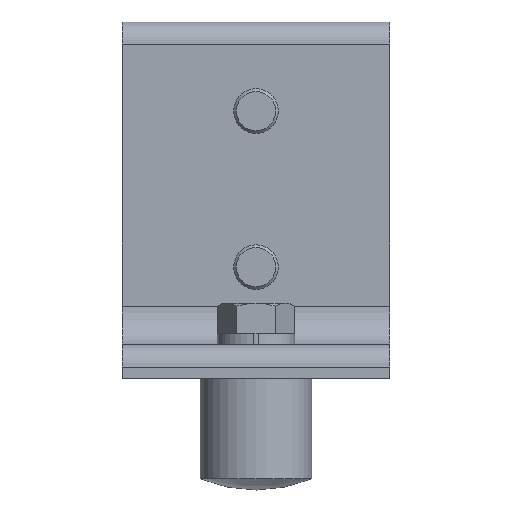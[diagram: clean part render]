
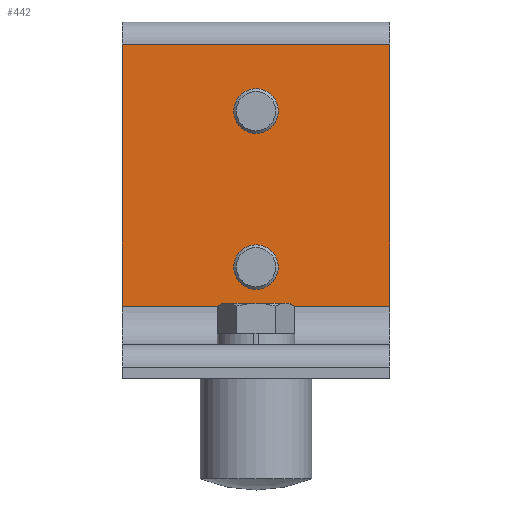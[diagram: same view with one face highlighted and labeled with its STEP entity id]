
A CAD part, top view. The second image highlights one B-rep face of the part: STEP entity #442.
In plain terms, the highlighted face is planar.
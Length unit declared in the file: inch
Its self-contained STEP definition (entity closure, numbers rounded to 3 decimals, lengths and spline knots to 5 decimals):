
#194=CARTESIAN_POINT('',(1.027,0.375,1.5));
#195=VERTEX_POINT('',#194);
#196=CARTESIAN_POINT('',(1.25,0.375,1.5));
#197=DIRECTION('',(0.0,-1.0,0.0));
#198=DIRECTION('',(1.0,0.0,0.0));
#199=AXIS2_PLACEMENT_3D('',#196,#197,#198);
#200=CIRCLE('',#199,0.223);
#201=EDGE_CURVE('',#195,#195,#200,.T.);
#243=CARTESIAN_POINT('',(2.777,0.375,1.5));
#244=VERTEX_POINT('',#243);
#245=CARTESIAN_POINT('',(3.0,0.375,1.5));
#246=DIRECTION('',(0.0,-1.0,0.0));
#247=DIRECTION('',(1.0,0.0,0.0));
#248=AXIS2_PLACEMENT_3D('',#245,#246,#247);
#249=CIRCLE('',#248,0.223);
#250=EDGE_CURVE('',#244,#244,#249,.T.);
#378=CARTESIAN_POINT('',(0.8125,0.375,3.0));
#379=VERTEX_POINT('',#378);
#387=CARTESIAN_POINT('',(0.8125,0.375,0.0));
#388=VERTEX_POINT('',#387);
#389=CARTESIAN_POINT('',(0.8125,0.375,0.0));
#390=DIRECTION('',(0.0,0.0,1.0));
#391=VECTOR('',#390,3.0);
#392=LINE('',#389,#391);
#393=EDGE_CURVE('',#388,#379,#392,.T.);
#406=CARTESIAN_POINT('',(0.8125,0.375,0.0));
#407=DIRECTION('',(0.0,1.0,0.0));
#408=DIRECTION('',(0.0,0.0,1.0));
#409=AXIS2_PLACEMENT_3D('',#406,#407,#408);
#410=PLANE('',#409);
#411=CARTESIAN_POINT('',(3.75,0.375,3.0));
#412=VERTEX_POINT('',#411);
#413=CARTESIAN_POINT('',(0.8125,0.375,3.0));
#414=DIRECTION('',(1.0,0.0,0.0));
#415=VECTOR('',#414,2.9375);
#416=LINE('',#413,#415);
#417=EDGE_CURVE('',#379,#412,#416,.T.);
#418=ORIENTED_EDGE('',*,*,#417,.T.);
#419=CARTESIAN_POINT('',(3.75,0.375,0.0));
#420=VERTEX_POINT('',#419);
#421=CARTESIAN_POINT('',(3.75,0.375,0.0));
#422=DIRECTION('',(0.0,0.0,1.0));
#423=VECTOR('',#422,3.0);
#424=LINE('',#421,#423);
#425=EDGE_CURVE('',#420,#412,#424,.T.);
#426=ORIENTED_EDGE('',*,*,#425,.F.);
#427=CARTESIAN_POINT('',(0.8125,0.375,0.0));
#428=DIRECTION('',(1.0,0.0,0.0));
#429=VECTOR('',#428,2.9375);
#430=LINE('',#427,#429);
#431=EDGE_CURVE('',#388,#420,#430,.T.);
#432=ORIENTED_EDGE('',*,*,#431,.F.);
#433=ORIENTED_EDGE('',*,*,#393,.T.);
#434=EDGE_LOOP('',(#418,#426,#432,#433));
#435=FACE_OUTER_BOUND('',#434,.T.);
#436=ORIENTED_EDGE('',*,*,#201,.T.);
#437=EDGE_LOOP('',(#436));
#438=FACE_BOUND('',#437,.T.);
#439=ORIENTED_EDGE('',*,*,#250,.T.);
#440=EDGE_LOOP('',(#439));
#441=FACE_BOUND('',#440,.T.);
#442=ADVANCED_FACE('',(#435,#438,#441),#410,.T.);
